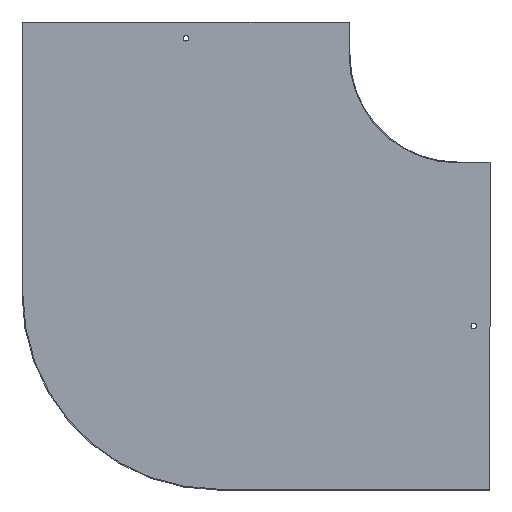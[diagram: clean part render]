
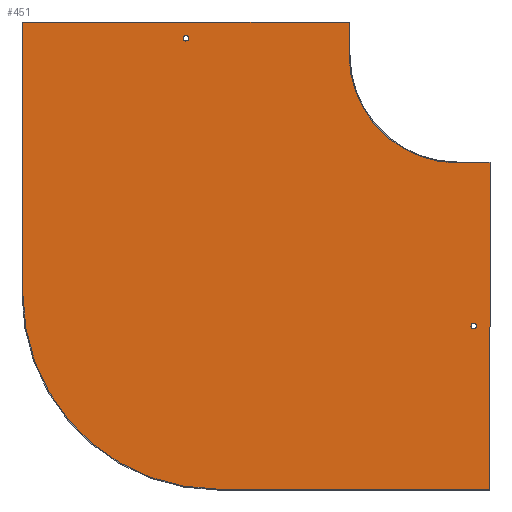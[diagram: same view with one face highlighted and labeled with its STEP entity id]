
A CAD part, front view. The second image highlights one B-rep face of the part: STEP entity #451.
In plain terms, the highlighted planar face has unit normal (0, -1, 0).
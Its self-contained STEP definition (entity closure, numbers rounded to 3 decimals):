
#37 = LINE ( 'NONE', #625, #44 ) ;
#40 = LINE ( 'NONE', #635, #42 ) ;
#42 = VECTOR ( 'NONE', #640, 1000. ) ;
#44 = VECTOR ( 'NONE', #666, 1000. ) ;
#45 = CIRCLE ( 'NONE', #203, 179.2 ) ;
#56 = CIRCLE ( 'NONE', #202, 2.5 ) ;
#58 = LINE ( 'NONE', #655, #69 ) ;
#69 = VECTOR ( 'NONE', #681, 1000. ) ;
#70 = LINE ( 'NONE', #636, #93 ) ;
#86 = LINE ( 'NONE', #628, #89 ) ;
#89 = VECTOR ( 'NONE', #627, 1000. ) ;
#92 = CIRCLE ( 'NONE', #198, 2.5 ) ;
#93 = VECTOR ( 'NONE', #622, 1000. ) ;
#108 = ORIENTED_EDGE ( 'NONE', *, *, #219, .F. ) ;
#109 = ORIENTED_EDGE ( 'NONE', *, *, #255, .F. ) ;
#111 = ORIENTED_EDGE ( 'NONE', *, *, #258, .F. ) ;
#114 = ORIENTED_EDGE ( 'NONE', *, *, #364, .F. ) ;
#115 = ORIENTED_EDGE ( 'NONE', *, *, #278, .F. ) ;
#116 = ORIENTED_EDGE ( 'NONE', *, *, #214, .F. ) ;
#117 = ORIENTED_EDGE ( 'NONE', *, *, #375, .F. ) ;
#119 = ORIENTED_EDGE ( 'NONE', *, *, #358, .F. ) ;
#142 = ORIENTED_EDGE ( 'NONE', *, *, #377, .F. ) ;
#148 = ORIENTED_EDGE ( 'NONE', *, *, #378, .F. ) ;
#193 = AXIS2_PLACEMENT_3D ( 'NONE', #592, #591, #330 ) ;
#198 = AXIS2_PLACEMENT_3D ( 'NONE', #621, #620, #619 ) ;
#202 = AXIS2_PLACEMENT_3D ( 'NONE', #686, #685, #684 ) ;
#203 = AXIS2_PLACEMENT_3D ( 'NONE', #699, #698, #648 ) ;
#206 = AXIS2_PLACEMENT_3D ( 'NONE', #657, #665, #649 ) ;
#214 = EDGE_CURVE ( 'NONE', #520, #545, #581, .T. ) ;
#219 = EDGE_CURVE ( 'NONE', #523, #521, #585, .T. ) ;
#228 = CARTESIAN_POINT ( 'NONE',  ( 265., 0., -282.5 ) ) ;
#232 = CARTESIAN_POINT ( 'NONE',  ( 0., 0., -17.5 ) ) ;
#235 = CARTESIAN_POINT ( 'NONE',  ( 150.2, 0., 0. ) ) ;
#237 = CARTESIAN_POINT ( 'NONE',  ( -150.2, 0., 0. ) ) ;
#250 = CARTESIAN_POINT ( 'NONE',  ( 280., 0., -430.2 ) ) ;
#255 = EDGE_CURVE ( 'NONE', #521, #519, #40, .T. ) ;
#258 = EDGE_CURVE ( 'NONE', #519, #538, #37, .T. ) ;
#268 = CARTESIAN_POINT ( 'NONE',  ( 29., 0., -430.2 ) ) ;
#271 = CARTESIAN_POINT ( 'NONE',  ( -150.2, 0., -251. ) ) ;
#272 = CARTESIAN_POINT ( 'NONE',  ( 150.2, 0., -30. ) ) ;
#274 = CARTESIAN_POINT ( 'NONE',  ( 250., 0., -129.8 ) ) ;
#275 = CARTESIAN_POINT ( 'NONE',  ( 280., 0., -129.8 ) ) ;
#278 = EDGE_CURVE ( 'NONE', #524, #520, #45, .T. ) ;
#330 = DIRECTION ( 'NONE',  ( 0., 0., 1. ) ) ;
#358 = EDGE_CURVE ( 'NONE', #434, #434, #56, .T. ) ;
#364 = EDGE_CURVE ( 'NONE', #538, #524, #58, .T. ) ;
#375 = EDGE_CURVE ( 'NONE', #545, #547, #86, .T. ) ;
#377 = EDGE_CURVE ( 'NONE', #547, #523, #70, .T. ) ;
#378 = EDGE_CURVE ( 'NONE', #431, #431, #92, .T. ) ;
#399 = FACE_OUTER_BOUND ( 'NONE', #549, .T. ) ;
#401 = FACE_BOUND ( 'NONE', #553, .T. ) ;
#431 = VERTEX_POINT ( 'NONE', #228 ) ;
#434 = VERTEX_POINT ( 'NONE', #232 ) ;
#451 = ADVANCED_FACE ( 'NONE', ( #401, #588, #399 ), #593, .F. ) ;
#519 = VERTEX_POINT ( 'NONE', #275 ) ;
#520 = VERTEX_POINT ( 'NONE', #271 ) ;
#521 = VERTEX_POINT ( 'NONE', #274 ) ;
#523 = VERTEX_POINT ( 'NONE', #272 ) ;
#524 = VERTEX_POINT ( 'NONE', #268 ) ;
#538 = VERTEX_POINT ( 'NONE', #250 ) ;
#545 = VERTEX_POINT ( 'NONE', #237 ) ;
#547 = VERTEX_POINT ( 'NONE', #235 ) ;
#549 = EDGE_LOOP ( 'NONE', ( #142, #117, #116, #115, #114, #111, #109, #108 ) ) ;
#553 = EDGE_LOOP ( 'NONE', ( #148 ) ) ;
#565 = EDGE_LOOP ( 'NONE', ( #119 ) ) ;
#581 = LINE ( 'NONE', #679, #587 ) ;
#585 = CIRCLE ( 'NONE', #206, 99.8 ) ;
#587 = VECTOR ( 'NONE', #673, 1000. ) ;
#588 = FACE_BOUND ( 'NONE', #565, .T. ) ;
#591 = DIRECTION ( 'NONE',  ( 0., 1., 0. ) ) ;
#592 = CARTESIAN_POINT ( 'NONE',  ( 29., 0., -251. ) ) ;
#593 = PLANE ( 'NONE',  #193 ) ;
#619 = DIRECTION ( 'NONE',  ( 0., 0., -1. ) ) ;
#620 = DIRECTION ( 'NONE',  ( 0., -1., 0. ) ) ;
#621 = CARTESIAN_POINT ( 'NONE',  ( 265., 0., -280. ) ) ;
#622 = DIRECTION ( 'NONE',  ( 0., 0., -1. ) ) ;
#625 = CARTESIAN_POINT ( 'NONE',  ( 280., 0., -431. ) ) ;
#627 = DIRECTION ( 'NONE',  ( 1., 0., 0. ) ) ;
#628 = CARTESIAN_POINT ( 'NONE',  ( -151., 0., 0. ) ) ;
#635 = CARTESIAN_POINT ( 'NONE',  ( 29., 0., -129.8 ) ) ;
#636 = CARTESIAN_POINT ( 'NONE',  ( 150.2, 0., -251. ) ) ;
#640 = DIRECTION ( 'NONE',  ( 1., 0., 0. ) ) ;
#648 = DIRECTION ( 'NONE',  ( 0., 0., 1. ) ) ;
#649 = DIRECTION ( 'NONE',  ( 0., 0., 1. ) ) ;
#655 = CARTESIAN_POINT ( 'NONE',  ( 29., 0., -430.2 ) ) ;
#657 = CARTESIAN_POINT ( 'NONE',  ( 250., 0., -30. ) ) ;
#665 = DIRECTION ( 'NONE',  ( 0., -1., 0. ) ) ;
#666 = DIRECTION ( 'NONE',  ( 0., 0., -1. ) ) ;
#673 = DIRECTION ( 'NONE',  ( 0., 0., 1. ) ) ;
#679 = CARTESIAN_POINT ( 'NONE',  ( -150.2, 0., -251. ) ) ;
#681 = DIRECTION ( 'NONE',  ( -1., 0., 0. ) ) ;
#684 = DIRECTION ( 'NONE',  ( 0., 0., -1. ) ) ;
#685 = DIRECTION ( 'NONE',  ( 0., -1., 0. ) ) ;
#686 = CARTESIAN_POINT ( 'NONE',  ( 0., 0., -15. ) ) ;
#698 = DIRECTION ( 'NONE',  ( 0., 1., 0. ) ) ;
#699 = CARTESIAN_POINT ( 'NONE',  ( 29., 0., -251. ) ) ;
